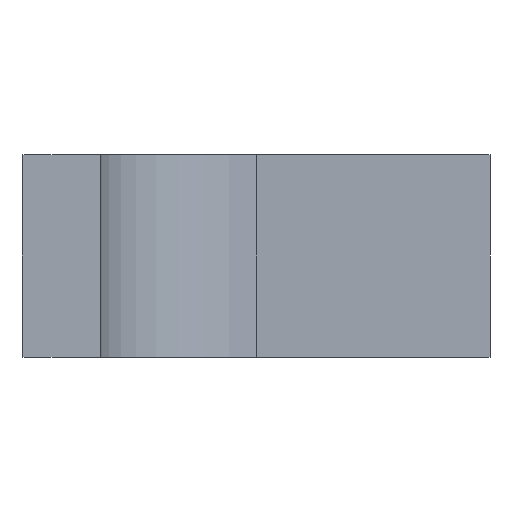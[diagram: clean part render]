
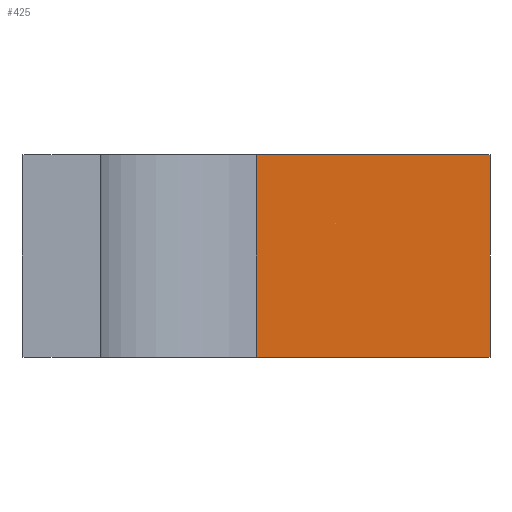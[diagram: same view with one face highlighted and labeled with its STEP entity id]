
A CAD part, left-side view. The second image highlights one B-rep face of the part: STEP entity #425.
In plain terms, the highlighted planar face has unit normal (-1, 0, 0).
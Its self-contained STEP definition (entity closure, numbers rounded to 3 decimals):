
#23=PLANE('',#469);
#41=FACE_OUTER_BOUND('',#66,.T.);
#66=EDGE_LOOP('',(#327,#328,#329,#330));
#92=LINE('',#629,#140);
#105=LINE('',#665,#153);
#107=LINE('',#669,#155);
#108=LINE('',#670,#156);
#140=VECTOR('',#508,10.);
#153=VECTOR('',#535,10.);
#155=VECTOR('',#539,10.);
#156=VECTOR('',#540,10.);
#202=VERTEX_POINT('',#626);
#203=VERTEX_POINT('',#628);
#219=VERTEX_POINT('',#663);
#220=VERTEX_POINT('',#668);
#243=EDGE_CURVE('',#202,#203,#92,.T.);
#261=EDGE_CURVE('',#219,#202,#105,.T.);
#263=EDGE_CURVE('',#219,#220,#107,.T.);
#264=EDGE_CURVE('',#203,#220,#108,.T.);
#327=ORIENTED_EDGE('',*,*,#261,.F.);
#328=ORIENTED_EDGE('',*,*,#263,.T.);
#329=ORIENTED_EDGE('',*,*,#264,.F.);
#330=ORIENTED_EDGE('',*,*,#243,.F.);
#425=ADVANCED_FACE('',(#41),#23,.T.);
#469=AXIS2_PLACEMENT_3D('',#667,#537,#538);
#508=DIRECTION('',(0.,-1.,0.));
#535=DIRECTION('',(0.,0.,1.));
#537=DIRECTION('center_axis',(-1.,0.,0.));
#538=DIRECTION('ref_axis',(0.,0.,-1.));
#539=DIRECTION('',(0.,-1.,0.));
#540=DIRECTION('',(0.,0.,-1.));
#626=CARTESIAN_POINT('',(88.998,-43.35,-7.));
#628=CARTESIAN_POINT('',(88.998,-73.35,-7.));
#629=CARTESIAN_POINT('',(88.998,-23.35,-7.));
#663=CARTESIAN_POINT('',(88.998,-43.35,-33.));
#665=CARTESIAN_POINT('',(88.998,-43.35,-13.5));
#667=CARTESIAN_POINT('Origin',(88.998,-23.35,-7.));
#668=CARTESIAN_POINT('',(88.998,-73.35,-33.));
#669=CARTESIAN_POINT('',(88.998,-23.35,-33.));
#670=CARTESIAN_POINT('',(88.998,-73.35,-7.));
